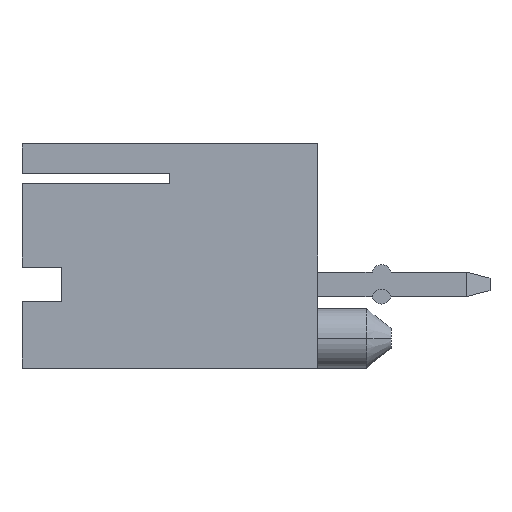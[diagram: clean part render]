
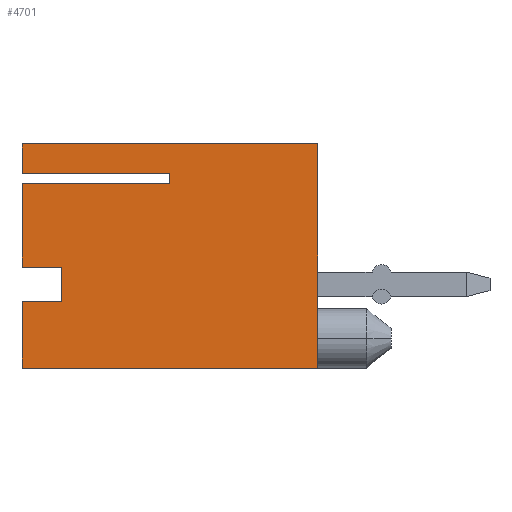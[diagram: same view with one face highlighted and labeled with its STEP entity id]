
A CAD part, left-side view. The second image highlights one B-rep face of the part: STEP entity #4701.
In plain terms, the highlighted planar face has unit normal (-1, 0, 0).
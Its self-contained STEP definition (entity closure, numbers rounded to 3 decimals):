
#17=DIRECTION('',(0.,-1.,0.));
#18=VECTOR('',#17,6.);
#19=CARTESIAN_POINT('',(-7.65,3.,-0.6));
#20=LINE('',#19,#18);
#161=DIRECTION('',(0.,0.,1.));
#162=VECTOR('',#161,4.55);
#163=CARTESIAN_POINT('',(-7.65,-3.,-0.6));
#164=LINE('',#163,#162);
#272=DIRECTION('',(0.,-1.,0.));
#273=VECTOR('',#272,6.);
#274=CARTESIAN_POINT('',(-7.65,3.,3.95));
#275=LINE('',#274,#273);
#1168=DIRECTION('',(0.,0.,-1.));
#1169=VECTOR('',#1168,0.2);
#1170=CARTESIAN_POINT('',(-7.65,0.,3.35));
#1171=LINE('',#1170,#1169);
#1172=DIRECTION('',(0.,-1.,0.));
#1173=VECTOR('',#1172,3.);
#1174=CARTESIAN_POINT('',(-7.65,3.,3.35));
#1175=LINE('',#1174,#1173);
#1176=DIRECTION('',(0.,0.,1.));
#1177=VECTOR('',#1176,0.6);
#1178=CARTESIAN_POINT('',(-7.65,3.,3.35));
#1179=LINE('',#1178,#1177);
#1180=DIRECTION('',(0.,0.,1.));
#1181=VECTOR('',#1180,1.35);
#1182=CARTESIAN_POINT('',(-7.65,3.,-0.6));
#1183=LINE('',#1182,#1181);
#1184=DIRECTION('',(0.,-1.,0.));
#1185=VECTOR('',#1184,0.8);
#1186=CARTESIAN_POINT('',(-7.65,3.,0.75));
#1187=LINE('',#1186,#1185);
#1188=DIRECTION('',(0.,0.,-1.));
#1189=VECTOR('',#1188,0.7);
#1190=CARTESIAN_POINT('',(-7.65,2.2,1.45));
#1191=LINE('',#1190,#1189);
#1192=DIRECTION('',(0.,-1.,0.));
#1193=VECTOR('',#1192,0.8);
#1194=CARTESIAN_POINT('',(-7.65,3.,1.45));
#1195=LINE('',#1194,#1193);
#1196=DIRECTION('',(0.,0.,1.));
#1197=VECTOR('',#1196,1.7);
#1198=CARTESIAN_POINT('',(-7.65,3.,1.45));
#1199=LINE('',#1198,#1197);
#1200=DIRECTION('',(0.,-1.,0.));
#1201=VECTOR('',#1200,3.);
#1202=CARTESIAN_POINT('',(-7.65,3.,3.15));
#1203=LINE('',#1202,#1201);
#2504=CARTESIAN_POINT('',(-7.65,3.,-0.6));
#2505=VERTEX_POINT('',#2504);
#2506=CARTESIAN_POINT('',(-7.65,-3.,-0.6));
#2507=VERTEX_POINT('',#2506);
#2512=CARTESIAN_POINT('',(-7.65,3.,3.95));
#2513=VERTEX_POINT('',#2512);
#2514=CARTESIAN_POINT('',(-7.65,-3.,3.95));
#2515=VERTEX_POINT('',#2514);
#2540=CARTESIAN_POINT('',(-7.65,3.,1.45));
#2541=CARTESIAN_POINT('',(-7.65,2.2,1.45));
#2542=VERTEX_POINT('',#2540);
#2543=VERTEX_POINT('',#2541);
#2544=CARTESIAN_POINT('',(-7.65,2.2,0.75));
#2545=VERTEX_POINT('',#2544);
#2546=CARTESIAN_POINT('',(-7.65,3.,0.75));
#2547=VERTEX_POINT('',#2546);
#2560=CARTESIAN_POINT('',(-7.65,3.,3.35));
#2562=VERTEX_POINT('',#2560);
#2565=CARTESIAN_POINT('',(-7.65,3.,3.15));
#2567=VERTEX_POINT('',#2565);
#2568=CARTESIAN_POINT('',(-7.65,0.,3.35));
#2569=CARTESIAN_POINT('',(-7.65,0.,3.15));
#2570=VERTEX_POINT('',#2568);
#2571=VERTEX_POINT('',#2569);
#4682=CARTESIAN_POINT('',(-7.65,3.,-0.6));
#4683=DIRECTION('',(-1.,0.,0.));
#4684=DIRECTION('',(0.,-1.,0.));
#4685=AXIS2_PLACEMENT_3D('',#4682,#4683,#4684);
#4686=PLANE('',#4685);
#4687=ORIENTED_EDGE('',*,*,#3999,.F.);
#4688=ORIENTED_EDGE('',*,*,#3888,.F.);
#4689=ORIENTED_EDGE('',*,*,#4079,.T.);
#4690=ORIENTED_EDGE('',*,*,#3553,.T.);
#4691=ORIENTED_EDGE('',*,*,#3427,.F.);
#4692=ORIENTED_EDGE('',*,*,#3291,.F.);
#4693=ORIENTED_EDGE('',*,*,#4057,.T.);
#4694=ORIENTED_EDGE('',*,*,#4151,.T.);
#4695=ORIENTED_EDGE('',*,*,#4175,.F.);
#4696=ORIENTED_EDGE('',*,*,#4206,.F.);
#4697=ORIENTED_EDGE('',*,*,#4091,.T.);
#4698=ORIENTED_EDGE('',*,*,#4677,.T.);
#4699=EDGE_LOOP('',(#4687,#4688,#4689,#4690,#4691,#4692,#4693,#4694,#4695,#4696,
#4697,#4698));
#4700=FACE_OUTER_BOUND('',#4699,.F.);
#4701=ADVANCED_FACE('',(#4700),#4686,.T.);
#3291=EDGE_CURVE('',#2505,#2507,#20,.T.);
#3427=EDGE_CURVE('',#2507,#2515,#164,.T.);
#3553=EDGE_CURVE('',#2513,#2515,#275,.T.);
#3888=EDGE_CURVE('',#2562,#2570,#1175,.T.);
#3999=EDGE_CURVE('',#2570,#2571,#1171,.T.);
#4057=EDGE_CURVE('',#2505,#2547,#1183,.T.);
#4079=EDGE_CURVE('',#2562,#2513,#1179,.T.);
#4091=EDGE_CURVE('',#2542,#2567,#1199,.T.);
#4151=EDGE_CURVE('',#2547,#2545,#1187,.T.);
#4175=EDGE_CURVE('',#2543,#2545,#1191,.T.);
#4206=EDGE_CURVE('',#2542,#2543,#1195,.T.);
#4677=EDGE_CURVE('',#2567,#2571,#1203,.T.);
